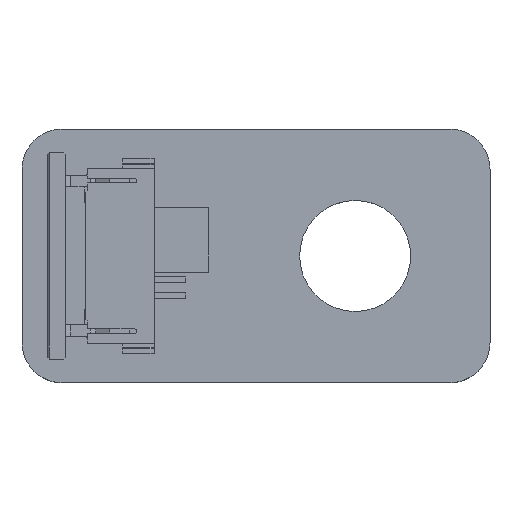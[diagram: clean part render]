
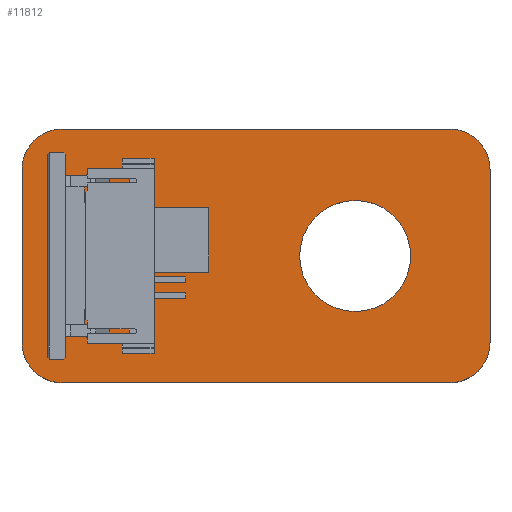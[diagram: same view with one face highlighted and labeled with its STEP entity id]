
A CAD part, top view. The second image highlights one B-rep face of the part: STEP entity #11812.
In plain terms, the highlighted planar face has unit normal (0, 0, 1).
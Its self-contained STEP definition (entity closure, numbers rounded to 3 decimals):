
#11511 = VERTEX_POINT('',#11512);
#11512 = CARTESIAN_POINT('',(0.,2.54,0.));
#11518 = EDGE_CURVE('',#11511,#11519,#11521,.T.);
#11519 = VERTEX_POINT('',#11520);
#11520 = CARTESIAN_POINT('',(2.54,0.,0.));
#11521 = CIRCLE('',#11522,2.54);
#11522 = AXIS2_PLACEMENT_3D('',#11523,#11524,#11525);
#11523 = CARTESIAN_POINT('',(2.54,2.54,0.));
#11524 = DIRECTION('',(0.,0.,1.));
#11525 = DIRECTION('',(-1.,0.,0.));
#11551 = EDGE_CURVE('',#11519,#11552,#11554,.T.);
#11552 = VERTEX_POINT('',#11553);
#11553 = CARTESIAN_POINT('',(26.96,0.,0.
    ));
#11554 = LINE('',#11555,#11556);
#11555 = CARTESIAN_POINT('',(2.54,0.,0.));
#11556 = VECTOR('',#11557,1.);
#11557 = DIRECTION('',(1.,0.,0.));
#11582 = EDGE_CURVE('',#11552,#11583,#11585,.T.);
#11583 = VERTEX_POINT('',#11584);
#11584 = CARTESIAN_POINT('',(29.5,2.54,0.));
#11585 = CIRCLE('',#11586,2.54);
#11586 = AXIS2_PLACEMENT_3D('',#11587,#11588,#11589);
#11587 = CARTESIAN_POINT('',(26.96,2.54,0.));
#11588 = DIRECTION('',(0.,0.,1.));
#11589 = DIRECTION('',(0.,-1.,0.));
#11615 = EDGE_CURVE('',#11583,#11616,#11618,.T.);
#11616 = VERTEX_POINT('',#11617);
#11617 = CARTESIAN_POINT('',(29.5,13.46,0.));
#11618 = LINE('',#11619,#11620);
#11619 = CARTESIAN_POINT('',(29.5,2.54,0.));
#11620 = VECTOR('',#11621,1.);
#11621 = DIRECTION('',(0.,1.,0.));
#11646 = EDGE_CURVE('',#11616,#11647,#11649,.T.);
#11647 = VERTEX_POINT('',#11648);
#11648 = CARTESIAN_POINT('',(26.96,16.,0.));
#11649 = CIRCLE('',#11650,2.54);
#11650 = AXIS2_PLACEMENT_3D('',#11651,#11652,#11653);
#11651 = CARTESIAN_POINT('',(26.96,13.46,0.));
#11652 = DIRECTION('',(0.,0.,1.));
#11653 = DIRECTION('',(1.,0.,0.));
#11679 = EDGE_CURVE('',#11647,#11680,#11682,.T.);
#11680 = VERTEX_POINT('',#11681);
#11681 = CARTESIAN_POINT('',(2.54,16.,0.));
#11682 = LINE('',#11683,#11684);
#11683 = CARTESIAN_POINT('',(26.96,16.,0.));
#11684 = VECTOR('',#11685,1.);
#11685 = DIRECTION('',(-1.,0.,0.));
#11710 = EDGE_CURVE('',#11680,#11711,#11713,.T.);
#11711 = VERTEX_POINT('',#11712);
#11712 = CARTESIAN_POINT('',(0.,13.46,0.));
#11713 = CIRCLE('',#11714,2.54);
#11714 = AXIS2_PLACEMENT_3D('',#11715,#11716,#11717);
#11715 = CARTESIAN_POINT('',(2.54,13.46,0.));
#11716 = DIRECTION('',(0.,0.,1.));
#11717 = DIRECTION('',(0.,1.,0.));
#11743 = EDGE_CURVE('',#11711,#11511,#11744,.T.);
#11744 = LINE('',#11745,#11746);
#11745 = CARTESIAN_POINT('',(0.,13.46,0.));
#11746 = VECTOR('',#11747,1.);
#11747 = DIRECTION('',(0.,-1.,0.));
#11767 = VERTEX_POINT('',#11768);
#11768 = CARTESIAN_POINT('',(24.5,8.,0.));
#11774 = EDGE_CURVE('',#11767,#11767,#11775,.T.);
#11775 = CIRCLE('',#11776,3.5);
#11776 = AXIS2_PLACEMENT_3D('',#11777,#11778,#11779);
#11777 = CARTESIAN_POINT('',(21.,8.,0.));
#11778 = DIRECTION('',(0.,0.,1.));
#11779 = DIRECTION('',(1.,0.,0.));
#11812 = ADVANCED_FACE('',(#11813,#11823),#11826,.F.);
#11813 = FACE_BOUND('',#11814,.T.);
#11814 = EDGE_LOOP('',(#11815,#11816,#11817,#11818,#11819,#11820,#11821,
    #11822));
#11815 = ORIENTED_EDGE('',*,*,#11518,.T.);
#11816 = ORIENTED_EDGE('',*,*,#11551,.T.);
#11817 = ORIENTED_EDGE('',*,*,#11582,.T.);
#11818 = ORIENTED_EDGE('',*,*,#11615,.T.);
#11819 = ORIENTED_EDGE('',*,*,#11646,.T.);
#11820 = ORIENTED_EDGE('',*,*,#11679,.T.);
#11821 = ORIENTED_EDGE('',*,*,#11710,.T.);
#11822 = ORIENTED_EDGE('',*,*,#11743,.T.);
#11823 = FACE_BOUND('',#11824,.F.);
#11824 = EDGE_LOOP('',(#11825));
#11825 = ORIENTED_EDGE('',*,*,#11774,.T.);
#11826 = PLANE('',#11827);
#11827 = AXIS2_PLACEMENT_3D('',#11828,#11829,#11830);
#11828 = CARTESIAN_POINT('',(0.,2.54,0.));
#11829 = DIRECTION('',(0.,0.,-1.));
#11830 = DIRECTION('',(-1.,0.,0.));
